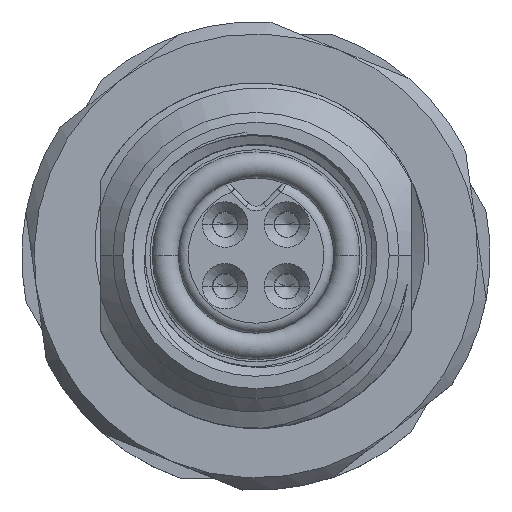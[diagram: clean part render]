
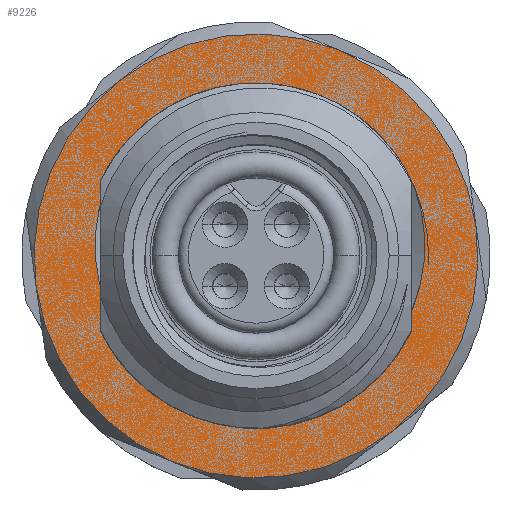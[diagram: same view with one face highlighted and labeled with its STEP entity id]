
A CAD part, top view. The second image highlights one B-rep face of the part: STEP entity #9226.
In plain terms, the highlighted planar face has unit normal (0, 0, 1).
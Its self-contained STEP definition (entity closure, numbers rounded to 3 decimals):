
#8655=CARTESIAN_POINT('',(0.,0.,-1.3));
#8656=DIRECTION('',(0.,0.,1.));
#8657=DIRECTION('',(-0.706,-0.709,0.));
#8658=AXIS2_PLACEMENT_3D('',#8655,#8656,#8657);
#8660=CARTESIAN_POINT('',(0.,0.,-1.3));
#8661=DIRECTION('',(0.,0.,1.));
#8662=DIRECTION('',(-0.376,-0.927,0.));
#8663=AXIS2_PLACEMENT_3D('',#8660,#8661,#8662);
#8665=CARTESIAN_POINT('',(0.038,-3.094,-1.3));
#8666=CARTESIAN_POINT('',(0.187,-3.102,-1.3));
#8667=CARTESIAN_POINT('',(0.483,-3.096,-1.3));
#8668=CARTESIAN_POINT('',(0.927,-3.025,-1.3));
#8669=CARTESIAN_POINT('',(1.357,-2.89,-1.3));
#8670=CARTESIAN_POINT('',(1.766,-2.695,-1.3));
#8671=CARTESIAN_POINT('',(2.147,-2.442,-1.3));
#8672=CARTESIAN_POINT('',(2.491,-2.134,-1.3));
#8673=CARTESIAN_POINT('',(2.79,-1.78,-1.3));
#8674=CARTESIAN_POINT('',(3.037,-1.385,-1.3));
#8675=CARTESIAN_POINT('',(3.228,-0.958,-1.3));
#8676=CARTESIAN_POINT('',(3.358,-0.507,-1.3));
#8677=CARTESIAN_POINT('',(3.425,-0.034,-1.3));
#8678=CARTESIAN_POINT('',(3.425,0.443,-1.3));
#8679=CARTESIAN_POINT('',(3.358,0.919,-1.3));
#8680=CARTESIAN_POINT('',(3.272,1.227,-1.3));
#8681=CARTESIAN_POINT('',(3.217,1.379,-1.3));
#8683=CARTESIAN_POINT('',(0.,0.,-1.3));
#8684=DIRECTION('',(0.,0.,1.));
#8685=DIRECTION('',(0.919,0.394,0.));
#8686=AXIS2_PLACEMENT_3D('',#8683,#8684,#8685);
#8688=CARTESIAN_POINT('',(0.,0.,-1.3));
#8689=DIRECTION('',(0.,0.,1.));
#8690=DIRECTION('',(0.376,0.927,0.));
#8691=AXIS2_PLACEMENT_3D('',#8688,#8689,#8690);
#8693=CARTESIAN_POINT('',(-1.346,3.231,-1.3));
#8694=CARTESIAN_POINT('',(-1.491,3.16,-1.3));
#8695=CARTESIAN_POINT('',(-1.767,3.,-1.3));
#8696=CARTESIAN_POINT('',(-2.147,2.705,-1.3));
#8697=CARTESIAN_POINT('',(-2.48,2.362,-1.3));
#8698=CARTESIAN_POINT('',(-2.762,1.976,-1.3));
#8699=CARTESIAN_POINT('',(-2.984,1.56,-1.3));
#8700=CARTESIAN_POINT('',(-3.145,1.12,-1.3));
#8701=CARTESIAN_POINT('',(-3.242,0.664,-1.3));
#8702=CARTESIAN_POINT('',(-3.274,0.202,-1.3));
#8703=CARTESIAN_POINT('',(-3.241,-0.258,-1.3));
#8704=CARTESIAN_POINT('',(-3.144,-0.704,-1.3));
#8705=CARTESIAN_POINT('',(-2.986,-1.129,-1.3));
#8706=CARTESIAN_POINT('',(-2.772,-1.525,-1.3));
#8707=CARTESIAN_POINT('',(-2.503,-1.885,-1.3));
#8708=CARTESIAN_POINT('',(-2.295,-2.095,-1.3));
#8709=CARTESIAN_POINT('',(-2.183,-2.193,-1.3));
#8711=CARTESIAN_POINT('',(0.,0.,-1.3));
#8712=DIRECTION('',(0.,0.,-1.));
#8713=DIRECTION('',(0.614,-0.789,0.));
#8714=AXIS2_PLACEMENT_3D('',#8711,#8712,#8713);
#8716=CARTESIAN_POINT('',(0.,0.,-1.3));
#8717=DIRECTION('',(0.,0.,-1.));
#8718=DIRECTION('',(-0.376,-0.927,0.));
#8719=AXIS2_PLACEMENT_3D('',#8716,#8717,#8718);
#8721=CARTESIAN_POINT('',(0.,0.,-1.3));
#8722=DIRECTION('',(0.,0.,-1.));
#8723=DIRECTION('',(-0.614,0.789,0.));
#8724=AXIS2_PLACEMENT_3D('',#8721,#8722,#8723);
#8726=CARTESIAN_POINT('',(0.,0.,-1.3));
#8727=DIRECTION('',(0.,0.,-1.));
#8728=DIRECTION('',(0.376,0.927,0.));
#8729=AXIS2_PLACEMENT_3D('',#8726,#8727,#8728);
#8736=CARTESIAN_POINT('',(0.,0.,-1.3));
#8737=DIRECTION('',(0.,0.,1.));
#8738=DIRECTION('',(0.614,-0.789,0.));
#8739=AXIS2_PLACEMENT_3D('',#8736,#8737,#8738);
#9054=CARTESIAN_POINT('',(0.,0.,-1.3));
#9055=DIRECTION('',(0.,0.,1.));
#9056=DIRECTION('',(-0.614,0.789,0.));
#9057=AXIS2_PLACEMENT_3D('',#9054,#9055,#9056);
#9117=VERTEX_POINT('',#8709);
#9118=VERTEX_POINT('',#8693);
#9119=VERTEX_POINT('',#8681);
#9120=VERTEX_POINT('',#8665);
#9125=CARTESIAN_POINT('',(-1.163,-2.867,-1.3));
#9126=VERTEX_POINT('',#9125);
#9127=CARTESIAN_POINT('',(1.316,3.243,-1.3));
#9128=VERTEX_POINT('',#9127);
#9129=CARTESIAN_POINT('',(2.765,-3.55,-1.3));
#9130=CARTESIAN_POINT('',(-1.692,-4.17,-1.3));
#9131=VERTEX_POINT('',#9129);
#9132=VERTEX_POINT('',#9130);
#9133=CARTESIAN_POINT('',(-4.457,-0.619,-1.3));
#9134=VERTEX_POINT('',#9133);
#9135=CARTESIAN_POINT('',(-2.765,3.55,-1.3));
#9136=CARTESIAN_POINT('',(1.692,4.17,-1.3));
#9137=VERTEX_POINT('',#9135);
#9138=VERTEX_POINT('',#9136);
#9139=CARTESIAN_POINT('',(4.457,0.619,-1.3));
#9140=VERTEX_POINT('',#9139);
#9193=CARTESIAN_POINT('',(0.,0.,-1.3));
#9194=DIRECTION('',(0.,0.,1.));
#9195=DIRECTION('',(-0.376,-0.927,0.));
#9196=AXIS2_PLACEMENT_3D('',#9193,#9194,#9195);
#9197=PLANE('',#9196);
#9199=ORIENTED_EDGE('',*,*,#9198,.F.);
#9201=ORIENTED_EDGE('',*,*,#9200,.T.);
#9203=ORIENTED_EDGE('',*,*,#9202,.T.);
#9205=ORIENTED_EDGE('',*,*,#9204,.F.);
#9207=ORIENTED_EDGE('',*,*,#9206,.T.);
#9209=ORIENTED_EDGE('',*,*,#9208,.T.);
#9210=EDGE_LOOP('',(#9199,#9201,#9203,#9205,#9207,#9209));
#9211=FACE_OUTER_BOUND('',#9210,.F.);
#9213=ORIENTED_EDGE('',*,*,#9212,.T.);
#9215=ORIENTED_EDGE('',*,*,#9214,.T.);
#9217=ORIENTED_EDGE('',*,*,#9216,.T.);
#9219=ORIENTED_EDGE('',*,*,#9218,.T.);
#9221=ORIENTED_EDGE('',*,*,#9220,.T.);
#9223=ORIENTED_EDGE('',*,*,#9222,.T.);
#9224=EDGE_LOOP('',(#9213,#9215,#9217,#9219,#9221,#9223));
#9225=FACE_BOUND('',#9224,.F.);
#8659=CIRCLE('',#8658,3.094);
#8664=CIRCLE('',#8663,3.094);
#8682=B_SPLINE_CURVE_WITH_KNOTS('',3,(#8665,#8666,#8667,#8668,#8669,#8670,#8671,
#8672,#8673,#8674,#8675,#8676,#8677,#8678,#8679,#8680,#8681),.UNSPECIFIED.,.F.,
.F.,(4,1,1,1,1,1,1,1,1,1,1,1,1,1,4),(0.,0.071,0.143,
0.214,0.286,0.357,0.429,0.5,
0.571,0.643,0.714,0.786,
0.857,0.929,1.),.UNSPECIFIED.);
#8687=CIRCLE('',#8686,3.5);
#8692=CIRCLE('',#8691,3.5);
#8710=B_SPLINE_CURVE_WITH_KNOTS('',3,(#8693,#8694,#8695,#8696,#8697,#8698,#8699,
#8700,#8701,#8702,#8703,#8704,#8705,#8706,#8707,#8708,#8709),.UNSPECIFIED.,.F.,
.F.,(4,1,1,1,1,1,1,1,1,1,1,1,1,1,4),(0.,0.071,0.143,
0.214,0.286,0.357,0.429,0.5,
0.571,0.643,0.714,0.786,
0.857,0.929,1.),.UNSPECIFIED.);
#8715=CIRCLE('',#8714,4.5);
#8720=CIRCLE('',#8719,4.5);
#8725=CIRCLE('',#8724,4.5);
#8730=CIRCLE('',#8729,4.5);
#8740=CIRCLE('',#8739,4.5);
#9058=CIRCLE('',#9057,4.5);
#9198=EDGE_CURVE('',#9131,#9140,#8740,.T.);
#9200=EDGE_CURVE('',#9131,#9132,#8715,.T.);
#9202=EDGE_CURVE('',#9132,#9134,#8720,.T.);
#9204=EDGE_CURVE('',#9137,#9134,#9058,.T.);
#9206=EDGE_CURVE('',#9137,#9138,#8725,.T.);
#9208=EDGE_CURVE('',#9138,#9140,#8730,.T.);
#9212=EDGE_CURVE('',#9117,#9126,#8659,.T.);
#9214=EDGE_CURVE('',#9126,#9120,#8664,.T.);
#9216=EDGE_CURVE('',#9120,#9119,#8682,.T.);
#9218=EDGE_CURVE('',#9119,#9128,#8687,.T.);
#9220=EDGE_CURVE('',#9128,#9118,#8692,.T.);
#9222=EDGE_CURVE('',#9118,#9117,#8710,.T.);
#9226=ADVANCED_FACE('',(#9211,#9225),#9197,.T.);
